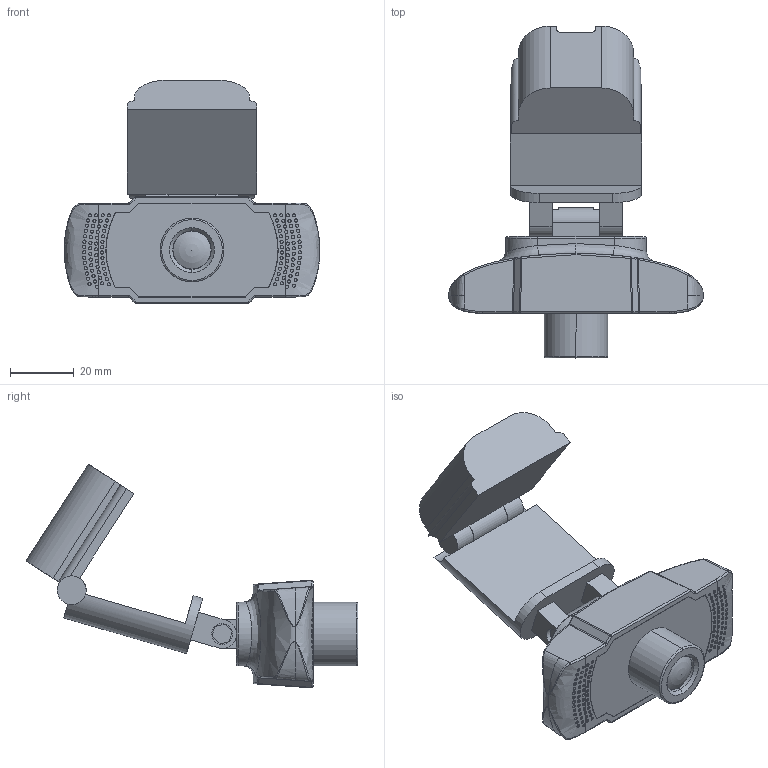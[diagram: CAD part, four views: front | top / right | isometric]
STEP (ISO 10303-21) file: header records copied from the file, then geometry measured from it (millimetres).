
FILE_DESCRIPTION (( 'STEP AP214' ), '1' );
FILE_NAME ('webcam_beyind.STEP', '2024-08-07T05:18:27', ( '' ), ( '' ), 'SwSTEP 2.0', 'SolidWorks 2023', '' );
FILE_SCHEMA (( 'AUTOMOTIVE_DESIGN' ));
Length unit declared in the file: millimetre
Products named in the file (7): webcam_2; webcam_1; webcam_3; pan head cross recess screw_is5_ISO 7045 - M3 x 4 - Z - 4N; webcam_4; webcam_5; webcam_beyind
Assembly tree (6 placements, depth 2):
  webcam_beyind
    webcam_4
    webcam_1
    webcam_2
    webcam_3
    webcam_5
    pan head cross recess screw_is5_ISO 7045 - M3 x 4 - Z - 4N
Bounding box: 79.73 x 103.85 x 70.02 mm (x, y, z)
Volume: 55169 mm3; surface area: 32286.1 mm2
Topology: 7 solids, 7 shells, 706 faces, 1597 edges, 1013 vertices
Faces by surface type: cylinder 323, plane 260, bspline 77, torus 22, cone 13, sphere 11
Entity records: 26180 total; most frequent: CARTESIAN_POINT 10644, ORIENTED_EDGE 3176, DIRECTION 3100, EDGE_CURVE 1588, AXIS2_PLACEMENT_3D 1228, VERTEX_POINT 1009, EDGE_LOOP 833, ADVANCED_FACE 706
